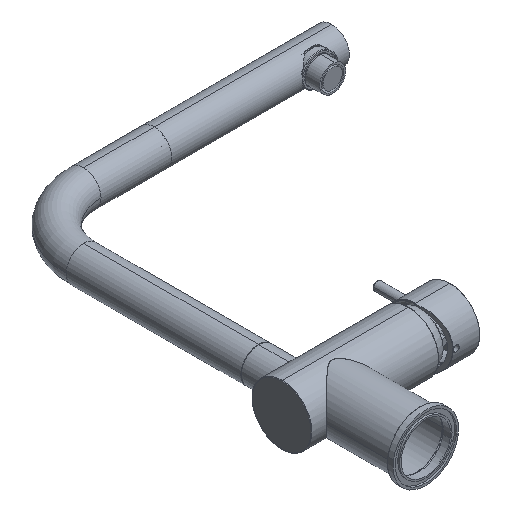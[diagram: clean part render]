
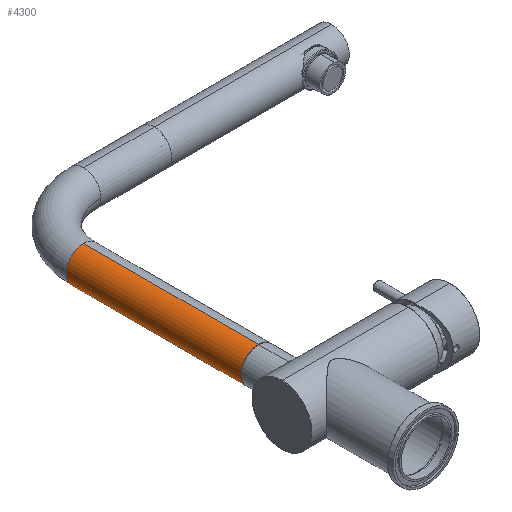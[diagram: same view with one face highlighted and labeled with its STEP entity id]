
A CAD part, isometric view. The second image highlights one B-rep face of the part: STEP entity #4300.
In plain terms, the highlighted cylindrical face has radius 12 mm (diameter 24 mm), a partial arc.
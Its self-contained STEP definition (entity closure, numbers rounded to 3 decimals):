
#205 = CYLINDRICAL_SURFACE ( 'NONE', #1842, 12. ) ;
#264 = ORIENTED_EDGE ( 'NONE', *, *, #10262, .F. ) ;
#811 = EDGE_CURVE ( 'NONE', #6931, #13977, #7800, .T. ) ;
#1206 = DIRECTION ( 'NONE',  ( 0., 0., 1. ) ) ;
#1465 = CARTESIAN_POINT ( 'NONE',  ( 0., 120., -12. ) ) ;
#1672 = AXIS2_PLACEMENT_3D ( 'NONE', #12036, #11968, #1206 ) ;
#1842 = AXIS2_PLACEMENT_3D ( 'NONE', #11816, #4551, #4338 ) ;
#1995 = VECTOR ( 'NONE', #5570, 1000. ) ;
#2181 = CIRCLE ( 'NONE', #11459, 12. ) ;
#2237 = CARTESIAN_POINT ( 'NONE',  ( 0., 0., 0. ) ) ;
#2335 = FACE_OUTER_BOUND ( 'NONE', #12654, .T. ) ;
#2661 = CARTESIAN_POINT ( 'NONE',  ( 0., 120., -12. ) ) ;
#2736 = VECTOR ( 'NONE', #7997, 1000. ) ;
#2800 = CARTESIAN_POINT ( 'NONE',  ( -12., 120., 0. ) ) ;
#2828 = VERTEX_POINT ( 'NONE', #10552 ) ;
#3461 = DIRECTION ( 'NONE',  ( 0., 0., 1. ) ) ;
#3662 = DIRECTION ( 'NONE',  ( 0., 1., 0. ) ) ;
#4300 = ADVANCED_FACE ( 'NONE', ( #2335 ), #205, .T. ) ;
#4338 = DIRECTION ( 'NONE',  ( 0., 0., -1. ) ) ;
#4551 = DIRECTION ( 'NONE',  ( 0., -1., 0. ) ) ;
#4977 = VERTEX_POINT ( 'NONE', #8580 ) ;
#5290 = ORIENTED_EDGE ( 'NONE', *, *, #10761, .F. ) ;
#5570 = DIRECTION ( 'NONE',  ( 0., -1., 0. ) ) ;
#6056 = CARTESIAN_POINT ( 'NONE',  ( 0., 120., 12. ) ) ;
#6931 = VERTEX_POINT ( 'NONE', #2800 ) ;
#7671 = CIRCLE ( 'NONE', #12629, 12. ) ;
#7772 = CARTESIAN_POINT ( 'NONE',  ( 0., 120., 0. ) ) ;
#7800 = CIRCLE ( 'NONE', #1672, 12. ) ;
#7997 = DIRECTION ( 'NONE',  ( 0., -1., 0. ) ) ;
#8562 = VERTEX_POINT ( 'NONE', #2661 ) ;
#8580 = CARTESIAN_POINT ( 'NONE',  ( 0., 0., 12. ) ) ;
#8984 = CARTESIAN_POINT ( 'NONE',  ( 0., 120., 12. ) ) ;
#9053 = LINE ( 'NONE', #1465, #2736 ) ;
#9263 = ORIENTED_EDGE ( 'NONE', *, *, #13389, .T. ) ;
#9677 = ORIENTED_EDGE ( 'NONE', *, *, #9926, .T. ) ;
#9926 = EDGE_CURVE ( 'NONE', #2828, #4977, #7671, .T. ) ;
#10262 = EDGE_CURVE ( 'NONE', #13977, #4977, #11408, .T. ) ;
#10552 = CARTESIAN_POINT ( 'NONE',  ( 0., 0., -12. ) ) ;
#10761 = EDGE_CURVE ( 'NONE', #8562, #6931, #2181, .T. ) ;
#11408 = LINE ( 'NONE', #6056, #1995 ) ;
#11459 = AXIS2_PLACEMENT_3D ( 'NONE', #7772, #3662, #12070 ) ;
#11708 = ORIENTED_EDGE ( 'NONE', *, *, #811, .F. ) ;
#11816 = CARTESIAN_POINT ( 'NONE',  ( 0., 120., 0. ) ) ;
#11968 = DIRECTION ( 'NONE',  ( 0., 1., 0. ) ) ;
#12036 = CARTESIAN_POINT ( 'NONE',  ( 0., 120., 0. ) ) ;
#12070 = DIRECTION ( 'NONE',  ( 0., 0., 1. ) ) ;
#12629 = AXIS2_PLACEMENT_3D ( 'NONE', #2237, #12948, #3461 ) ;
#12654 = EDGE_LOOP ( 'NONE', ( #264, #11708, #5290, #9263, #9677 ) ) ;
#12948 = DIRECTION ( 'NONE',  ( 0., 1., 0. ) ) ;
#13389 = EDGE_CURVE ( 'NONE', #8562, #2828, #9053, .T. ) ;
#13977 = VERTEX_POINT ( 'NONE', #8984 ) ;
